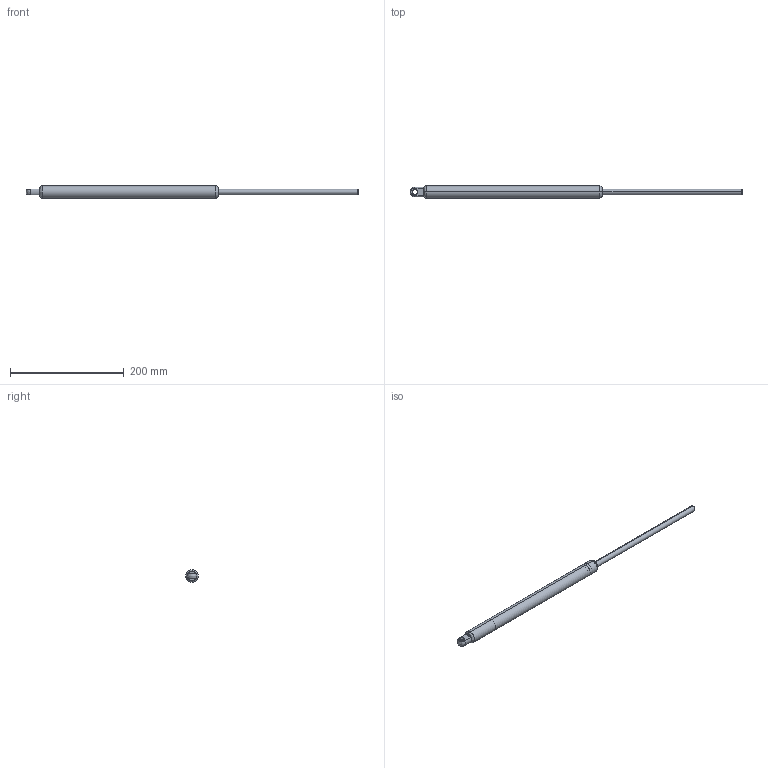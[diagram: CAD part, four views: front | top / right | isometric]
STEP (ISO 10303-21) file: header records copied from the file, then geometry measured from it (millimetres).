
FILE_DESCRIPTION (( 'STEP AP203' ), '1' );
FILE_NAME ('310870_Abkati.step', '2025-02-19T08:49:01', ( '' ), ( '' ), 'SwSTEP 2.0', 'SolidWorks 2014', '' );
FILE_SCHEMA (( 'CONFIG_CONTROL_DESIGN' ));
Length unit declared in the file: millimetre
Products named in the file (4): 310870_Abkati; _A122AZ; _-10_22(2301038A1); _E0-10_22(2301038)
Assembly tree (3 placements, depth 2):
  310870_Abkati
    _-10_22(2301038A1)
    _E0-10_22(2301038)
    _A122AZ
Bounding box: 583.5 x 22.02 x 22.02 mm (x, y, z)
Volume: 70170.5 mm3; surface area: 49361.8 mm2
Topology: 3 solids, 3 shells, 53 faces, 110 edges, 66 vertices
Faces by surface type: cylinder 20, plane 14, cone 12, bspline 7
Entity records: 1981 total; most frequent: CARTESIAN_POINT 422, DIRECTION 278, ORIENTED_EDGE 216, AXIS2_PLACEMENT_3D 120, EDGE_CURVE 108, CIRCLE 68, VERTEX_POINT 66, EDGE_LOOP 60
